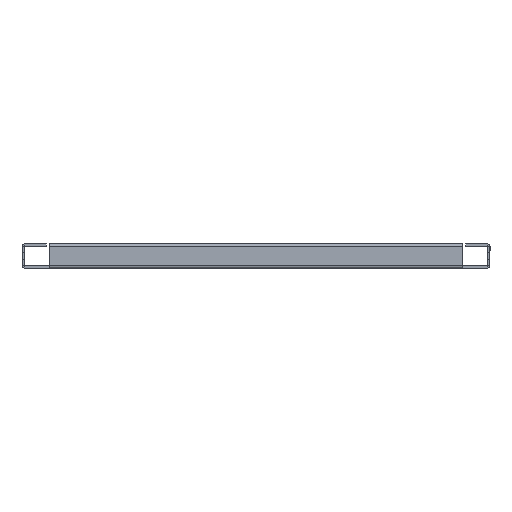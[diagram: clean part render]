
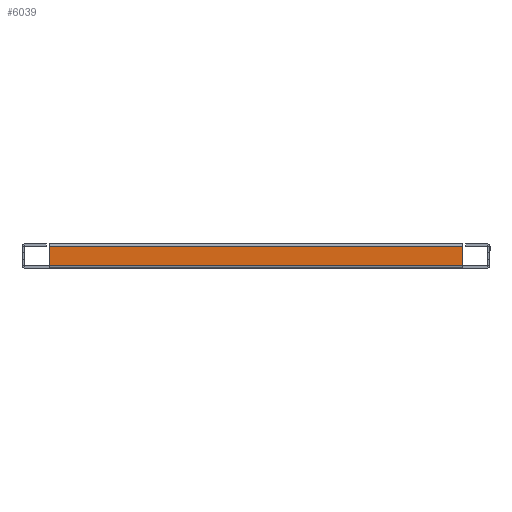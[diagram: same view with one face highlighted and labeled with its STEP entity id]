
A CAD part, left-side view. The second image highlights one B-rep face of the part: STEP entity #6039.
In plain terms, the highlighted planar face has unit normal (-1, 0, 0).
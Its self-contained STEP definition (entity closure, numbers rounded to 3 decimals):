
#360 = ORIENTED_EDGE ( 'NONE', *, *, #5388, .T. ) ;
#408 = ORIENTED_EDGE ( 'NONE', *, *, #5386, .F. ) ;
#455 = ORIENTED_EDGE ( 'NONE', *, *, #4203, .T. ) ;
#524 = ORIENTED_EDGE ( 'NONE', *, *, #4197, .T. ) ;
#708 = VERTEX_POINT ( 'NONE', #1373 ) ;
#709 = VERTEX_POINT ( 'NONE', #1374 ) ;
#712 = VERTEX_POINT ( 'NONE', #1377 ) ;
#714 = VERTEX_POINT ( 'NONE', #1379 ) ;
#1373 = CARTESIAN_POINT ( 'NONE',  ( -941.51, -214.5, 22.49 ) ) ;
#1374 = CARTESIAN_POINT ( 'NONE',  ( -941.51, -214.5, 2.51 ) ) ;
#1377 = CARTESIAN_POINT ( 'NONE',  ( -941.51, 214.5, 22.49 ) ) ;
#1379 = CARTESIAN_POINT ( 'NONE',  ( -941.51, 214.5, 2.51 ) ) ;
#1634 = CARTESIAN_POINT ( 'NONE',  ( -941.51, -214.5, 2.5 ) ) ;
#1637 = DIRECTION ( 'NONE',  ( 0., 0., 1. ) ) ;
#1644 = CARTESIAN_POINT ( 'NONE',  ( -941.51, 214.5, 2.5 ) ) ;
#1650 = DIRECTION ( 'NONE',  ( 0., 0., -1. ) ) ;
#2550 = CARTESIAN_POINT ( 'NONE',  ( -941.51, 214.5, 2.51 ) ) ;
#2551 = DIRECTION ( 'NONE',  ( 0., 1., 0. ) ) ;
#2554 = CARTESIAN_POINT ( 'NONE',  ( -941.51, -214.5, 22.49 ) ) ;
#2555 = DIRECTION ( 'NONE',  ( 0., 1., 0. ) ) ;
#3724 = CARTESIAN_POINT ( 'NONE',  ( -941.51, 214.5, 2.5 ) ) ;
#3729 = PLANE ( 'NONE',  #3865 ) ;
#3734 = DIRECTION ( 'NONE',  ( 1., 0., 0. ) ) ;
#3735 = DIRECTION ( 'NONE',  ( 0., 0., -1. ) ) ;
#3865 = AXIS2_PLACEMENT_3D ( 'NONE', #3724, #3734, #3735 ) ;
#4016 = LINE ( 'NONE', #2550, #4017 ) ;
#4017 = VECTOR ( 'NONE', #2551, 1000. ) ;
#4020 = LINE ( 'NONE', #2554, #4021 ) ;
#4021 = VECTOR ( 'NONE', #2555, 1000. ) ;
#4197 = EDGE_CURVE ( 'NONE', #709, #708, #4580, .T. ) ;
#4203 = EDGE_CURVE ( 'NONE', #712, #714, #4606, .T. ) ;
#4580 = LINE ( 'NONE', #1634, #4603 ) ;
#4603 = VECTOR ( 'NONE', #1637, 1000. ) ;
#4606 = LINE ( 'NONE', #1644, #4615 ) ;
#4615 = VECTOR ( 'NONE', #1650, 1000. ) ;
#5132 = FACE_OUTER_BOUND ( 'NONE', #5906, .T. ) ;
#5386 = EDGE_CURVE ( 'NONE', #709, #714, #4016, .T. ) ;
#5388 = EDGE_CURVE ( 'NONE', #708, #712, #4020, .T. ) ;
#5906 = EDGE_LOOP ( 'NONE', ( #360, #455, #408, #524 ) ) ;
#6039 = ADVANCED_FACE ( 'NONE', ( #5132 ), #3729, .F. ) ;
